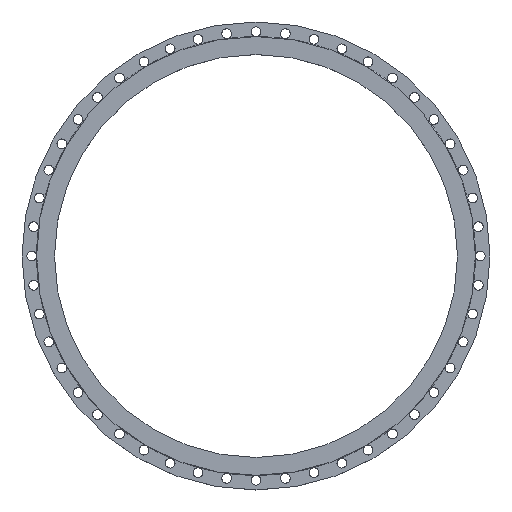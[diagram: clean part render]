
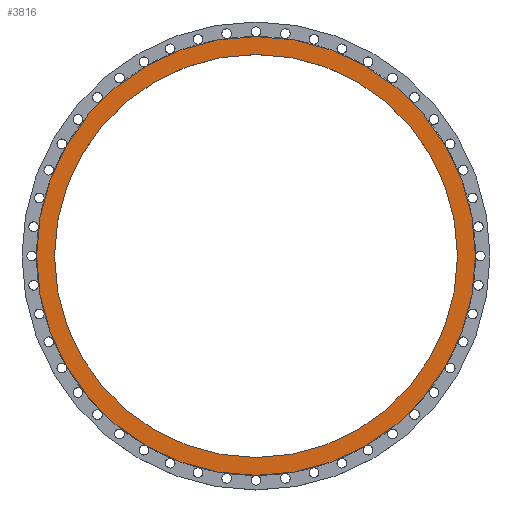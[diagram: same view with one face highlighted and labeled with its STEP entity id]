
A CAD part, top view. The second image highlights one B-rep face of the part: STEP entity #3816.
In plain terms, the highlighted planar face has unit normal (0, 0, 1).
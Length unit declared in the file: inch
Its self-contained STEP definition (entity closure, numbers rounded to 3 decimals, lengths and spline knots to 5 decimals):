
#328 = FACE_BOUND ( 'NONE', #3247, .T. ) ;
#500 = ORIENTED_EDGE ( 'NONE', *, *, #4750, .F. ) ;
#653 = DIRECTION ( 'NONE',  ( 0., 0., 1. ) ) ;
#679 = CIRCLE ( 'NONE', #4312, 15.5 ) ;
#798 = VERTEX_POINT ( 'NONE', #4563 ) ;
#860 = CARTESIAN_POINT ( 'NONE',  ( 0., 0., 0. ) ) ;
#1028 = DIRECTION ( 'NONE',  ( 1., 0., 0. ) ) ;
#1063 = EDGE_LOOP ( 'NONE', ( #2118, #2895 ) ) ;
#1297 = CARTESIAN_POINT ( 'NONE',  ( -15.5, 0., 0. ) ) ;
#1850 = EDGE_CURVE ( 'NONE', #798, #1964, #2304, .T. ) ;
#1950 = ORIENTED_EDGE ( 'NONE', *, *, #3645, .F. ) ;
#1964 = VERTEX_POINT ( 'NONE', #2133 ) ;
#2113 = CARTESIAN_POINT ( 'NONE',  ( 0., 0., 0. ) ) ;
#2118 = ORIENTED_EDGE ( 'NONE', *, *, #1850, .T. ) ;
#2133 = CARTESIAN_POINT ( 'NONE',  ( -16.875, 0., 0. ) ) ;
#2240 = CIRCLE ( 'NONE', #4626, 16.875 ) ;
#2304 = CIRCLE ( 'NONE', #3161, 16.875 ) ;
#2326 = CIRCLE ( 'NONE', #4560, 15.5 ) ;
#2895 = ORIENTED_EDGE ( 'NONE', *, *, #4093, .T. ) ;
#2958 = DIRECTION ( 'NONE',  ( 0., 0., 1. ) ) ;
#3098 = VERTEX_POINT ( 'NONE', #1297 ) ;
#3121 = DIRECTION ( 'NONE',  ( 1., 0., 0. ) ) ;
#3161 = AXIS2_PLACEMENT_3D ( 'NONE', #860, #3499, #3121 ) ;
#3247 = EDGE_LOOP ( 'NONE', ( #500, #1950 ) ) ;
#3379 = DIRECTION ( 'NONE',  ( -1., 0., 0. ) ) ;
#3499 = DIRECTION ( 'NONE',  ( 0., 0., 1. ) ) ;
#3645 = EDGE_CURVE ( 'NONE', #3098, #3878, #679, .T. ) ;
#3694 = CARTESIAN_POINT ( 'NONE',  ( 0., 0., 0. ) ) ;
#3758 = CARTESIAN_POINT ( 'NONE',  ( 0., 15.5, 0. ) ) ;
#3816 = ADVANCED_FACE ( 'NONE', ( #328, #4047 ), #4456, .F. ) ;
#3861 = AXIS2_PLACEMENT_3D ( 'NONE', #3758, #4067, #3379 ) ;
#3878 = VERTEX_POINT ( 'NONE', #4117 ) ;
#3904 = CARTESIAN_POINT ( 'NONE',  ( 0., 0., 0. ) ) ;
#4027 = DIRECTION ( 'NONE',  ( 0., 0., 1. ) ) ;
#4047 = FACE_OUTER_BOUND ( 'NONE', #1063, .T. ) ;
#4067 = DIRECTION ( 'NONE',  ( 0., 0., -1. ) ) ;
#4093 = EDGE_CURVE ( 'NONE', #1964, #798, #2240, .T. ) ;
#4117 = CARTESIAN_POINT ( 'NONE',  ( 15.5, 0., 0. ) ) ;
#4269 = DIRECTION ( 'NONE',  ( 1., 0., 0. ) ) ;
#4312 = AXIS2_PLACEMENT_3D ( 'NONE', #2113, #653, #4269 ) ;
#4456 = PLANE ( 'NONE',  #3861 ) ;
#4560 = AXIS2_PLACEMENT_3D ( 'NONE', #3694, #4027, #1028 ) ;
#4563 = CARTESIAN_POINT ( 'NONE',  ( 16.875, 0., 0. ) ) ;
#4619 = DIRECTION ( 'NONE',  ( 1., 0., 0. ) ) ;
#4626 = AXIS2_PLACEMENT_3D ( 'NONE', #3904, #2958, #4619 ) ;
#4750 = EDGE_CURVE ( 'NONE', #3878, #3098, #2326, .T. ) ;
